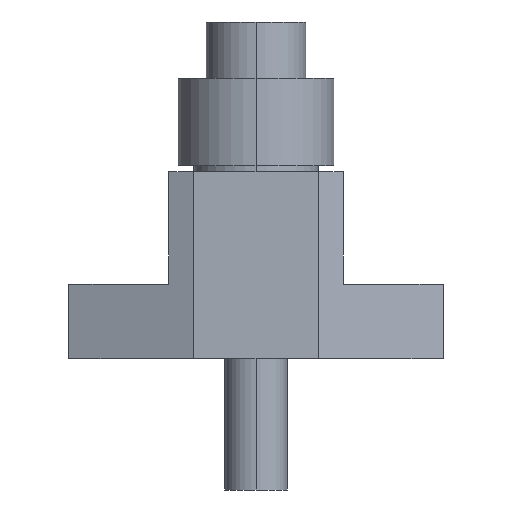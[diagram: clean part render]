
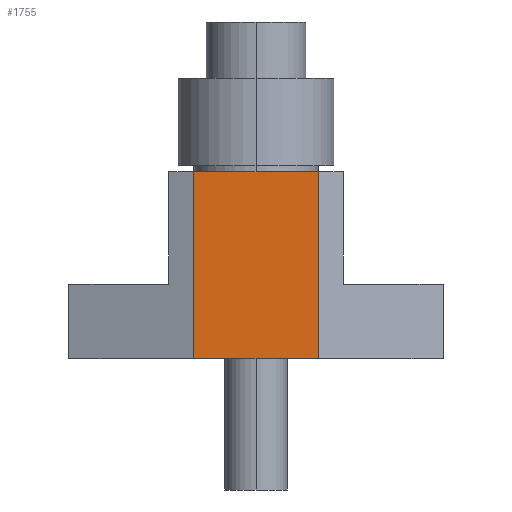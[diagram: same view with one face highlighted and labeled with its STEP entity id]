
A CAD part, left-side view. The second image highlights one B-rep face of the part: STEP entity #1755.
In plain terms, the highlighted face is planar.
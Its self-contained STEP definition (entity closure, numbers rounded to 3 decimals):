
#200 = CARTESIAN_POINT ( 'NONE',  ( 10., 14., 12. ) ) ;
#219 = CARTESIAN_POINT ( 'NONE',  ( -10., 14., 30. ) ) ;
#278 = VECTOR ( 'NONE', #2219, 1000. ) ;
#289 = VERTEX_POINT ( 'NONE', #219 ) ;
#383 = EDGE_CURVE ( 'NONE', #2499, #289, #575, .T. ) ;
#430 = ORIENTED_EDGE ( 'NONE', *, *, #1807, .T. ) ;
#575 = LINE ( 'NONE', #1353, #1371 ) ;
#606 = CARTESIAN_POINT ( 'NONE',  ( 10., 14., 12. ) ) ;
#716 = EDGE_LOOP ( 'NONE', ( #1524, #2470, #1882, #430 ) ) ;
#1076 = AXIS2_PLACEMENT_3D ( 'NONE', #606, #2183, #1585 ) ;
#1122 = VECTOR ( 'NONE', #1153, 1000. ) ;
#1153 = DIRECTION ( 'NONE',  ( 0., 0., -1. ) ) ;
#1261 = CARTESIAN_POINT ( 'NONE',  ( -10., 14., 0. ) ) ;
#1353 = CARTESIAN_POINT ( 'NONE',  ( 10., 14., 30. ) ) ;
#1371 = VECTOR ( 'NONE', #2144, 1000. ) ;
#1428 = CARTESIAN_POINT ( 'NONE',  ( -10., 14., 12. ) ) ;
#1439 = LINE ( 'NONE', #1428, #278 ) ;
#1511 = EDGE_CURVE ( 'NONE', #2057, #1941, #1815, .T. ) ;
#1524 = ORIENTED_EDGE ( 'NONE', *, *, #1511, .T. ) ;
#1585 = DIRECTION ( 'NONE',  ( 1., 0., 0. ) ) ;
#1600 = FACE_OUTER_BOUND ( 'NONE', #716, .T. ) ;
#1609 = LINE ( 'NONE', #200, #1122 ) ;
#1632 = CARTESIAN_POINT ( 'NONE',  ( 10., 14., 30. ) ) ;
#1755 = ADVANCED_FACE ( 'NONE', ( #1600 ), #2378, .F. ) ;
#1807 = EDGE_CURVE ( 'NONE', #2499, #2057, #1609, .T. ) ;
#1815 = LINE ( 'NONE', #2455, #2038 ) ;
#1831 = DIRECTION ( 'NONE',  ( -1., 0., 0. ) ) ;
#1882 = ORIENTED_EDGE ( 'NONE', *, *, #383, .F. ) ;
#1941 = VERTEX_POINT ( 'NONE', #1261 ) ;
#2038 = VECTOR ( 'NONE', #1831, 1000. ) ;
#2057 = VERTEX_POINT ( 'NONE', #2286 ) ;
#2144 = DIRECTION ( 'NONE',  ( -1., 0., 0. ) ) ;
#2183 = DIRECTION ( 'NONE',  ( 0., -1., 0. ) ) ;
#2219 = DIRECTION ( 'NONE',  ( 0., 0., -1. ) ) ;
#2286 = CARTESIAN_POINT ( 'NONE',  ( 10., 14., 0. ) ) ;
#2378 = PLANE ( 'NONE',  #1076 ) ;
#2455 = CARTESIAN_POINT ( 'NONE',  ( 10., 14., 0. ) ) ;
#2470 = ORIENTED_EDGE ( 'NONE', *, *, #2514, .F. ) ;
#2499 = VERTEX_POINT ( 'NONE', #1632 ) ;
#2514 = EDGE_CURVE ( 'NONE', #289, #1941, #1439, .T. ) ;
